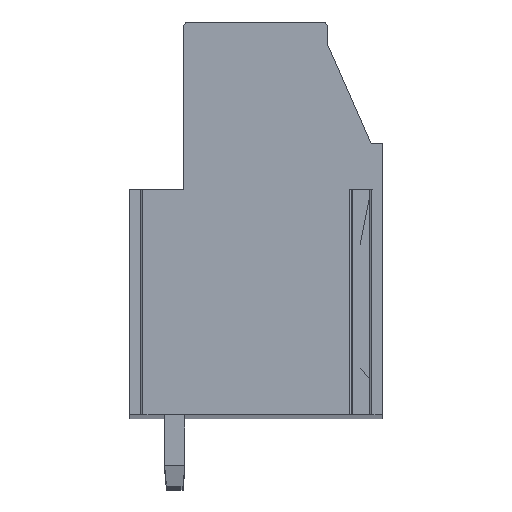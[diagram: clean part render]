
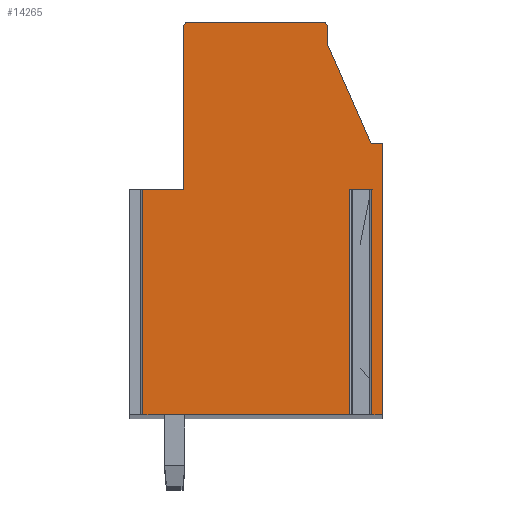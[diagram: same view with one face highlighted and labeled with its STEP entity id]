
A CAD part, top view. The second image highlights one B-rep face of the part: STEP entity #14265.
In plain terms, the highlighted planar face has unit normal (0, 0, 1).
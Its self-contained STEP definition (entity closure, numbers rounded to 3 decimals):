
#159=DIRECTION('',(-1.,0.,0.));
#160=VECTOR('',#159,1.806);
#161=CARTESIAN_POINT('',(-3.2,1.3,2.5));
#162=LINE('',#161,#160);
#2195=DIRECTION('',(1.,0.,0.));
#2196=VECTOR('',#2195,0.989);
#2197=CARTESIAN_POINT('',(4.142,1.3,2.5));
#2198=LINE('',#2197,#2196);
#2199=DIRECTION('',(0.,-1.,0.));
#2200=VECTOR('',#2199,10.);
#2201=CARTESIAN_POINT('',(4.142,1.3,2.5));
#2202=LINE('',#2201,#2200);
#2203=DIRECTION('',(1.,0.,0.));
#2204=VECTOR('',#2203,9.148);
#2205=CARTESIAN_POINT('',(-5.006,-8.7,2.5));
#2206=LINE('',#2205,#2204);
#2207=DIRECTION('',(0.,-1.,0.));
#2208=VECTOR('',#2207,10.);
#2209=CARTESIAN_POINT('',(-5.006,1.3,2.5));
#2210=LINE('',#2209,#2208);
#2211=DIRECTION('',(0.,-1.,0.));
#2212=VECTOR('',#2211,7.2);
#2213=CARTESIAN_POINT('',(-3.2,8.5,2.5));
#2214=LINE('',#2213,#2212);
#2215=CARTESIAN_POINT('',(-3.,8.5,2.5));
#2216=DIRECTION('',(0.,0.,1.));
#2217=DIRECTION('',(0.,1.,0.));
#2218=AXIS2_PLACEMENT_3D('',#2215,#2216,#2217);
#2220=DIRECTION('',(-1.,0.,0.));
#2221=VECTOR('',#2220,5.95);
#2222=CARTESIAN_POINT('',(2.95,8.7,2.5));
#2223=LINE('',#2222,#2221);
#2224=CARTESIAN_POINT('',(2.95,8.5,2.5));
#2225=DIRECTION('',(0.,0.,1.));
#2226=DIRECTION('',(1.,0.,0.));
#2227=AXIS2_PLACEMENT_3D('',#2224,#2225,#2226);
#2229=DIRECTION('',(0.,1.,0.));
#2230=VECTOR('',#2229,0.75);
#2231=CARTESIAN_POINT('',(3.15,7.75,2.5));
#2232=LINE('',#2231,#2230);
#2233=DIRECTION('',(-0.401,0.916,0.));
#2234=VECTOR('',#2233,4.859);
#2235=CARTESIAN_POINT('',(5.1,3.3,2.5));
#2236=LINE('',#2235,#2234);
#2237=DIRECTION('',(-1.,0.,0.));
#2238=VECTOR('',#2237,0.5);
#2239=CARTESIAN_POINT('',(5.6,3.3,2.5));
#2240=LINE('',#2239,#2238);
#2241=DIRECTION('',(0.,1.,0.));
#2242=VECTOR('',#2241,12.);
#2243=CARTESIAN_POINT('',(5.6,-8.7,2.5));
#2244=LINE('',#2243,#2242);
#2245=DIRECTION('',(1.,0.,0.));
#2246=VECTOR('',#2245,0.469);
#2247=CARTESIAN_POINT('',(5.131,-8.7,2.5));
#2248=LINE('',#2247,#2246);
#2249=DIRECTION('',(0.,-1.,0.));
#2250=VECTOR('',#2249,10.);
#2251=CARTESIAN_POINT('',(5.131,1.3,2.5));
#2252=LINE('',#2251,#2250);
#9005=CARTESIAN_POINT('',(5.1,3.3,2.5));
#9006=CARTESIAN_POINT('',(3.15,7.75,2.5));
#9007=VERTEX_POINT('',#9005);
#9008=VERTEX_POINT('',#9006);
#9009=CARTESIAN_POINT('',(3.15,8.5,2.5));
#9010=VERTEX_POINT('',#9009);
#9011=CARTESIAN_POINT('',(2.95,8.7,2.5));
#9012=VERTEX_POINT('',#9011);
#9013=CARTESIAN_POINT('',(-3.,8.7,2.5));
#9014=VERTEX_POINT('',#9013);
#9015=CARTESIAN_POINT('',(-3.2,8.5,2.5));
#9016=VERTEX_POINT('',#9015);
#9017=CARTESIAN_POINT('',(-3.2,1.3,2.5));
#9018=VERTEX_POINT('',#9017);
#9019=CARTESIAN_POINT('',(5.6,-8.7,2.5));
#9020=CARTESIAN_POINT('',(5.6,3.3,2.5));
#9021=VERTEX_POINT('',#9019);
#9022=VERTEX_POINT('',#9020);
#9035=CARTESIAN_POINT('',(4.142,1.3,2.5));
#9036=CARTESIAN_POINT('',(5.131,1.3,2.5));
#9037=VERTEX_POINT('',#9035);
#9038=VERTEX_POINT('',#9036);
#9039=CARTESIAN_POINT('',(-5.006,1.3,2.5));
#9040=CARTESIAN_POINT('',(-5.006,-8.7,2.5));
#9041=VERTEX_POINT('',#9039);
#9042=VERTEX_POINT('',#9040);
#9043=CARTESIAN_POINT('',(5.131,-8.7,2.5));
#9044=VERTEX_POINT('',#9043);
#9045=CARTESIAN_POINT('',(4.142,-8.7,2.5));
#9046=VERTEX_POINT('',#9045);
#14240=CARTESIAN_POINT('',(0.,0.,2.5));
#14241=DIRECTION('',(0.,0.,1.));
#14242=DIRECTION('',(1.,0.,0.));
#14243=AXIS2_PLACEMENT_3D('',#14240,#14241,#14242);
#14244=PLANE('',#14243);
#14246=ORIENTED_EDGE('',*,*,#14245,.F.);
#14248=ORIENTED_EDGE('',*,*,#14247,.T.);
#14249=ORIENTED_EDGE('',*,*,#13834,.F.);
#14250=ORIENTED_EDGE('',*,*,#14232,.F.);
#14251=ORIENTED_EDGE('',*,*,#11719,.F.);
#14252=ORIENTED_EDGE('',*,*,#11995,.F.);
#14253=ORIENTED_EDGE('',*,*,#13376,.F.);
#14254=ORIENTED_EDGE('',*,*,#13390,.F.);
#14255=ORIENTED_EDGE('',*,*,#13530,.F.);
#14256=ORIENTED_EDGE('',*,*,#13544,.F.);
#14257=ORIENTED_EDGE('',*,*,#13558,.F.);
#14258=ORIENTED_EDGE('',*,*,#13572,.F.);
#14259=ORIENTED_EDGE('',*,*,#13586,.F.);
#14260=ORIENTED_EDGE('',*,*,#13850,.F.);
#14262=ORIENTED_EDGE('',*,*,#14261,.F.);
#14263=EDGE_LOOP('',(#14246,#14248,#14249,#14250,#14251,#14252,#14253,#14254,
#14255,#14256,#14257,#14258,#14259,#14260,#14262));
#14264=FACE_OUTER_BOUND('',#14263,.F.);
#2219=CIRCLE('',#2218,0.2);
#2228=CIRCLE('',#2227,0.2);
#11719=EDGE_CURVE('',#9018,#9041,#162,.T.);
#11995=EDGE_CURVE('',#9016,#9018,#2214,.T.);
#13376=EDGE_CURVE('',#9014,#9016,#2219,.T.);
#13390=EDGE_CURVE('',#9012,#9014,#2223,.T.);
#13530=EDGE_CURVE('',#9010,#9012,#2228,.T.);
#13544=EDGE_CURVE('',#9008,#9010,#2232,.T.);
#13558=EDGE_CURVE('',#9007,#9008,#2236,.T.);
#13572=EDGE_CURVE('',#9022,#9007,#2240,.T.);
#13586=EDGE_CURVE('',#9021,#9022,#2244,.T.);
#13834=EDGE_CURVE('',#9042,#9046,#2206,.T.);
#13850=EDGE_CURVE('',#9044,#9021,#2248,.T.);
#14232=EDGE_CURVE('',#9041,#9042,#2210,.T.);
#14245=EDGE_CURVE('',#9037,#9038,#2198,.T.);
#14247=EDGE_CURVE('',#9037,#9046,#2202,.T.);
#14261=EDGE_CURVE('',#9038,#9044,#2252,.T.);
#14265=ADVANCED_FACE('',(#14264),#14244,.T.);
